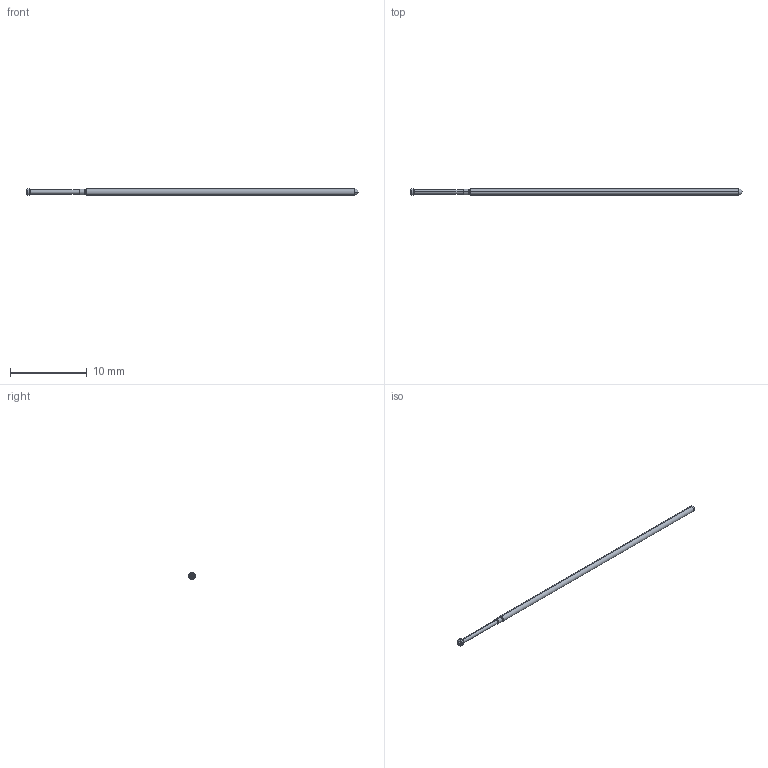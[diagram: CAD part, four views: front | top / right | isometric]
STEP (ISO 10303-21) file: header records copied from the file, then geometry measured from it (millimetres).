
FILE_DESCRIPTION (( 'STEP AP214' ), '1' );
FILE_NAME ('050-PRP2509_-_.STEP', '2012-10-22T16:44:30', ( 'Authorized User' ), ( '' ), 'SwSTEP 2.0', 'SolidWorks 2012', '' );
FILE_SCHEMA (( 'AUTOMOTIVE_DESIGN' ));
Length unit declared in the file: inch
Products named in the file (1): 050-PRP2509_-_
Bounding box: 43.18 x 0.89 x 0.89 mm (x, y, z)
Volume: 19 mm3; surface area: 102.1 mm2
Topology: 1 solids, 1 shells, 57 faces, 150 edges, 95 vertices
Faces by surface type: plane 39, cylinder 8, cone 4, torus 4, sphere 2
Entity records: 1760 total; most frequent: CARTESIAN_POINT 319, ORIENTED_EDGE 296, DIRECTION 284, EDGE_CURVE 148, LINE 116, VECTOR 116, VERTEX_POINT 95, AXIS2_PLACEMENT_3D 84
